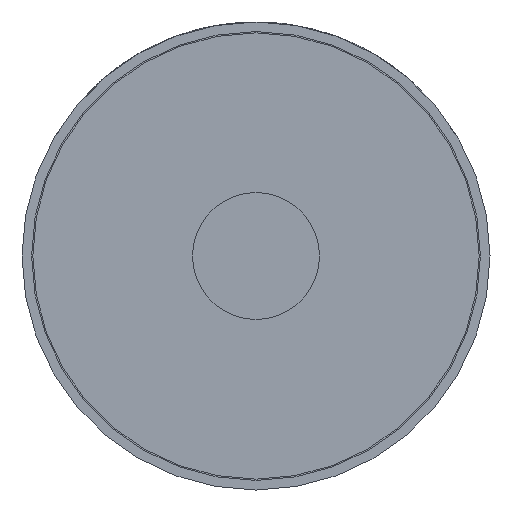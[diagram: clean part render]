
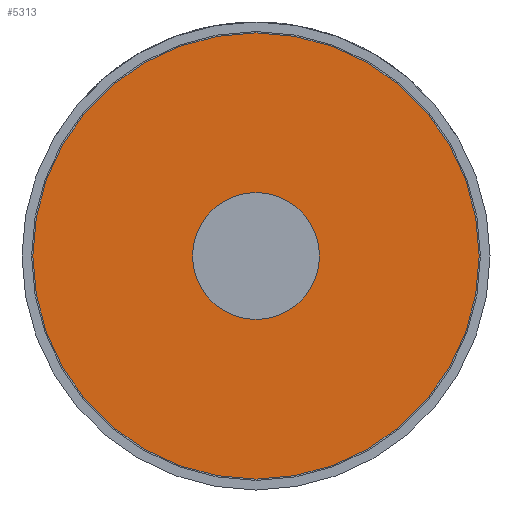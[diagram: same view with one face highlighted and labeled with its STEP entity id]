
A CAD part, front view. The second image highlights one B-rep face of the part: STEP entity #5313.
In plain terms, the highlighted planar face has unit normal (0, -1, 0).
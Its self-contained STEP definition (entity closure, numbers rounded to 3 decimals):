
#65 = CIRCLE ( 'NONE', #3216, 1.74 ) ;
#73 = DIRECTION ( 'NONE',  ( 0., 0., 1. ) ) ;
#213 = DIRECTION ( 'NONE',  ( 0., -1., 0. ) ) ;
#303 = CIRCLE ( 'NONE', #381, 1.74 ) ;
#381 = AXIS2_PLACEMENT_3D ( 'NONE', #2382, #213, #1068 ) ;
#410 = EDGE_CURVE ( 'Defeature ausgef�hrt1_4+Defeature ausgef�hrt1_5+Defeature ausgef�hrt1_5+Defeature ausgef�hrt1_5', #2077, #4943, #303, .T. ) ;
#554 = VERTEX_POINT ( 'NONE', #956 ) ;
#752 = FACE_BOUND ( 'NONE', #4495, .T. ) ;
#755 = DIRECTION ( 'NONE',  ( 0., 0., -1. ) ) ;
#763 = AXIS2_PLACEMENT_3D ( 'NONE', #4322, #4368, #2176 ) ;
#920 = CARTESIAN_POINT ( 'NONE',  ( 0.037, 0.053, 0. ) ) ;
#956 = CARTESIAN_POINT ( 'NONE',  ( 0.037, 0.053, 0.37 ) ) ;
#1068 = DIRECTION ( 'NONE',  ( 0., 0., -1. ) ) ;
#1144 = PLANE ( 'NONE',  #1475 ) ;
#1475 = AXIS2_PLACEMENT_3D ( 'NONE', #5396, #2374, #2869 ) ;
#1642 = DIRECTION ( 'NONE',  ( 0., -1., 0. ) ) ;
#1869 = EDGE_CURVE ( 'Defeature ausgef�hrt1_4+Defeature ausgef�hrt1_5+Defeature ausgef�hrt1_5+Defeature ausgef�hrt1_5', #4943, #2077, #65, .T. ) ;
#1901 = AXIS2_PLACEMENT_3D ( 'NONE', #920, #4814, #73 ) ;
#2077 = VERTEX_POINT ( 'NONE', #2215 ) ;
#2087 = EDGE_CURVE ( 'Defeature ausgef�hrt1_4+Defeature ausgef�hrt1_14+Defeature ausgef�hrt1_14+Defeature ausgef�hrt1_14', #4185, #554, #5502, .T. ) ;
#2154 = FACE_OUTER_BOUND ( 'NONE', #3797, .T. ) ;
#2176 = DIRECTION ( 'NONE',  ( 0., 0., 1. ) ) ;
#2215 = CARTESIAN_POINT ( 'NONE',  ( 0.037, 0.053, -1.74 ) ) ;
#2374 = DIRECTION ( 'NONE',  ( 0., -1., 0. ) ) ;
#2382 = CARTESIAN_POINT ( 'NONE',  ( 0.037, 0.053, 0. ) ) ;
#2620 = EDGE_CURVE ( 'Defeature ausgef�hrt1_4+Defeature ausgef�hrt1_14+Defeature ausgef�hrt1_14+Defeature ausgef�hrt1_14', #554, #4185, #4489, .T. ) ;
#2864 = CARTESIAN_POINT ( 'NONE',  ( 0.037, 0.053, 0. ) ) ;
#2869 = DIRECTION ( 'NONE',  ( 0., 0., -1. ) ) ;
#3062 = ORIENTED_EDGE ( 'NONE', *, *, #1869, .T. ) ;
#3124 = ORIENTED_EDGE ( 'NONE', *, *, #410, .T. ) ;
#3216 = AXIS2_PLACEMENT_3D ( 'NONE', #2864, #1642, #755 ) ;
#3652 = ORIENTED_EDGE ( 'NONE', *, *, #2087, .T. ) ;
#3797 = EDGE_LOOP ( 'NONE', ( #3124, #3062 ) ) ;
#4185 = VERTEX_POINT ( 'NONE', #4429 ) ;
#4322 = CARTESIAN_POINT ( 'NONE',  ( 0.037, 0.053, 0. ) ) ;
#4368 = DIRECTION ( 'NONE',  ( 0., 1., 0. ) ) ;
#4429 = CARTESIAN_POINT ( 'NONE',  ( 0.037, 0.053, -0.37 ) ) ;
#4489 = CIRCLE ( 'NONE', #1901, 0.37 ) ;
#4495 = EDGE_LOOP ( 'NONE', ( #4744, #3652 ) ) ;
#4744 = ORIENTED_EDGE ( 'NONE', *, *, #2620, .T. ) ;
#4814 = DIRECTION ( 'NONE',  ( 0., 1., 0. ) ) ;
#4943 = VERTEX_POINT ( 'NONE', #5542 ) ;
#5313 = ADVANCED_FACE ( 'Defeature ausgef�hrt1_4', ( #752, #2154 ), #1144, .T. ) ;
#5396 = CARTESIAN_POINT ( 'NONE',  ( 0.037, 0.053, 0. ) ) ;
#5502 = CIRCLE ( 'NONE', #763, 0.37 ) ;
#5542 = CARTESIAN_POINT ( 'NONE',  ( 0.037, 0.053, 1.74 ) ) ;
